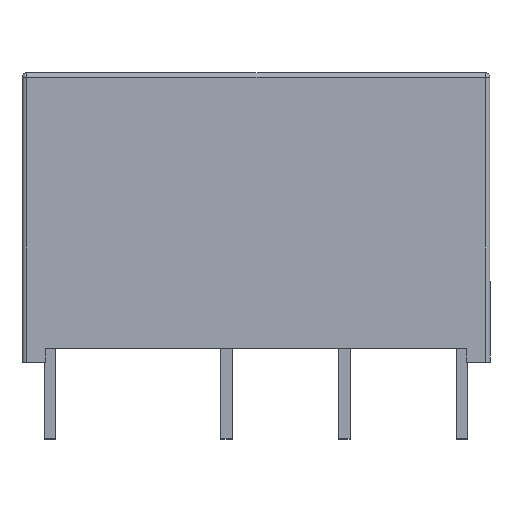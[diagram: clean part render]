
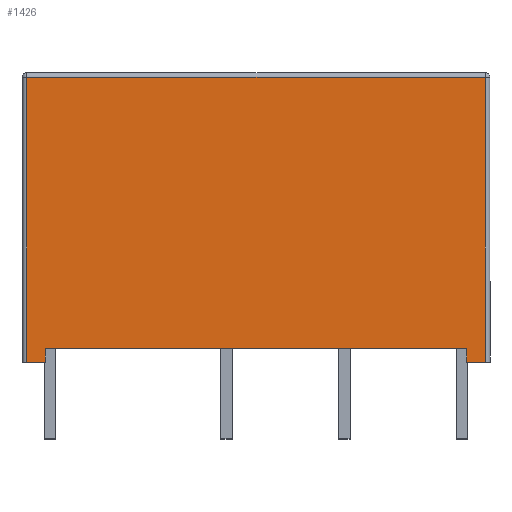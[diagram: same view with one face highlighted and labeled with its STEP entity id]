
A CAD part, top view. The second image highlights one B-rep face of the part: STEP entity #1426.
In plain terms, the highlighted planar face has unit normal (0, 0, 1).
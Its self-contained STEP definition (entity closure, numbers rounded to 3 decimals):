
#45 = LINE ( 'NONE', #2042, #1858 ) ;
#68 = CARTESIAN_POINT ( 'NONE',  ( 0., 0., 4.9 ) ) ;
#76 = VECTOR ( 'NONE', #822, 1000. ) ;
#94 = EDGE_LOOP ( 'NONE', ( #1769, #1526, #665, #1348, #1211, #189, #1299, #662 ) ) ;
#99 = CARTESIAN_POINT ( 'NONE',  ( 9.1, 0., 4.9 ) ) ;
#135 = EDGE_CURVE ( 'NONE', #1495, #1799, #1597, .T. ) ;
#189 = ORIENTED_EDGE ( 'NONE', *, *, #1595, .T. ) ;
#232 = FACE_OUTER_BOUND ( 'NONE', #94, .T. ) ;
#247 = EDGE_CURVE ( 'NONE', #298, #1966, #2024, .T. ) ;
#289 = CARTESIAN_POINT ( 'NONE',  ( -9.9, 12.3, 4.9 ) ) ;
#298 = VERTEX_POINT ( 'NONE', #868 ) ;
#389 = CARTESIAN_POINT ( 'NONE',  ( 9.9, 0., 4.9 ) ) ;
#393 = VERTEX_POINT ( 'NONE', #1550 ) ;
#400 = LINE ( 'NONE', #777, #1787 ) ;
#575 = CARTESIAN_POINT ( 'NONE',  ( 9.1, 0., 4.9 ) ) ;
#619 = DIRECTION ( 'NONE',  ( 1., 0., 0. ) ) ;
#662 = ORIENTED_EDGE ( 'NONE', *, *, #1443, .T. ) ;
#665 = ORIENTED_EDGE ( 'NONE', *, *, #1386, .T. ) ;
#715 = VERTEX_POINT ( 'NONE', #575 ) ;
#743 = CARTESIAN_POINT ( 'NONE',  ( 9.9, 0., 4.9 ) ) ;
#777 = CARTESIAN_POINT ( 'NONE',  ( -9.1, 0.6, 4.9 ) ) ;
#789 = LINE ( 'NONE', #803, #76 ) ;
#803 = CARTESIAN_POINT ( 'NONE',  ( -9.1, 0., 4.9 ) ) ;
#822 = DIRECTION ( 'NONE',  ( 0., 1., 0. ) ) ;
#868 = CARTESIAN_POINT ( 'NONE',  ( -9.9, 0., 4.9 ) ) ;
#875 = EDGE_CURVE ( 'NONE', #715, #1495, #1800, .T. ) ;
#918 = CARTESIAN_POINT ( 'NONE',  ( 9.9, 12.3, 4.9 ) ) ;
#930 = LINE ( 'NONE', #1622, #2222 ) ;
#988 = DIRECTION ( 'NONE',  ( 1., 0., 0. ) ) ;
#992 = CARTESIAN_POINT ( 'NONE',  ( -9.1, 0., 4.9 ) ) ;
#1065 = VECTOR ( 'NONE', #1651, 1000. ) ;
#1068 = PLANE ( 'NONE',  #1934 ) ;
#1080 = DIRECTION ( 'NONE',  ( 0., -1., 0. ) ) ;
#1100 = DIRECTION ( 'NONE',  ( 0., 0., -1. ) ) ;
#1158 = LINE ( 'NONE', #1823, #1065 ) ;
#1211 = ORIENTED_EDGE ( 'NONE', *, *, #247, .T. ) ;
#1251 = DIRECTION ( 'NONE',  ( -1., 0., 0. ) ) ;
#1253 = DIRECTION ( 'NONE',  ( 0., 1., 0. ) ) ;
#1290 = DIRECTION ( 'NONE',  ( -1., 0., 0. ) ) ;
#1299 = ORIENTED_EDGE ( 'NONE', *, *, #1513, .T. ) ;
#1348 = ORIENTED_EDGE ( 'NONE', *, *, #1579, .T. ) ;
#1386 = EDGE_CURVE ( 'NONE', #1799, #1795, #45, .T. ) ;
#1426 = ADVANCED_FACE ( 'NONE', ( #232 ), #1068, .F. ) ;
#1429 = VECTOR ( 'NONE', #1253, 1000. ) ;
#1434 = VECTOR ( 'NONE', #619, 1000. ) ;
#1443 = EDGE_CURVE ( 'NONE', #393, #715, #930, .T. ) ;
#1495 = VERTEX_POINT ( 'NONE', #743 ) ;
#1513 = EDGE_CURVE ( 'NONE', #1885, #393, #400, .T. ) ;
#1526 = ORIENTED_EDGE ( 'NONE', *, *, #135, .T. ) ;
#1528 = CARTESIAN_POINT ( 'NONE',  ( -10.1, 0., 4.9 ) ) ;
#1550 = CARTESIAN_POINT ( 'NONE',  ( 9.1, 0.6, 4.9 ) ) ;
#1579 = EDGE_CURVE ( 'NONE', #1795, #298, #1158, .T. ) ;
#1595 = EDGE_CURVE ( 'NONE', #1966, #1885, #789, .T. ) ;
#1597 = LINE ( 'NONE', #389, #1429 ) ;
#1622 = CARTESIAN_POINT ( 'NONE',  ( 9.1, 0.6, 4.9 ) ) ;
#1651 = DIRECTION ( 'NONE',  ( 0., -1., 0. ) ) ;
#1769 = ORIENTED_EDGE ( 'NONE', *, *, #875, .T. ) ;
#1787 = VECTOR ( 'NONE', #1975, 1000. ) ;
#1795 = VERTEX_POINT ( 'NONE', #289 ) ;
#1799 = VERTEX_POINT ( 'NONE', #918 ) ;
#1800 = LINE ( 'NONE', #99, #1434 ) ;
#1823 = CARTESIAN_POINT ( 'NONE',  ( -9.9, 0., 4.9 ) ) ;
#1858 = VECTOR ( 'NONE', #1290, 1000. ) ;
#1885 = VERTEX_POINT ( 'NONE', #2128 ) ;
#1887 = VECTOR ( 'NONE', #988, 1000. ) ;
#1934 = AXIS2_PLACEMENT_3D ( 'NONE', #68, #1100, #1251 ) ;
#1966 = VERTEX_POINT ( 'NONE', #992 ) ;
#1975 = DIRECTION ( 'NONE',  ( 1., 0., 0. ) ) ;
#2024 = LINE ( 'NONE', #1528, #1887 ) ;
#2042 = CARTESIAN_POINT ( 'NONE',  ( 0., 12.3, 4.9 ) ) ;
#2128 = CARTESIAN_POINT ( 'NONE',  ( -9.1, 0.6, 4.9 ) ) ;
#2222 = VECTOR ( 'NONE', #1080, 1000. ) ;
